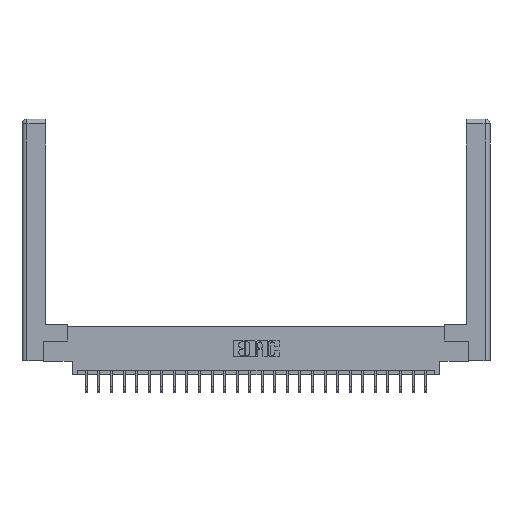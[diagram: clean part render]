
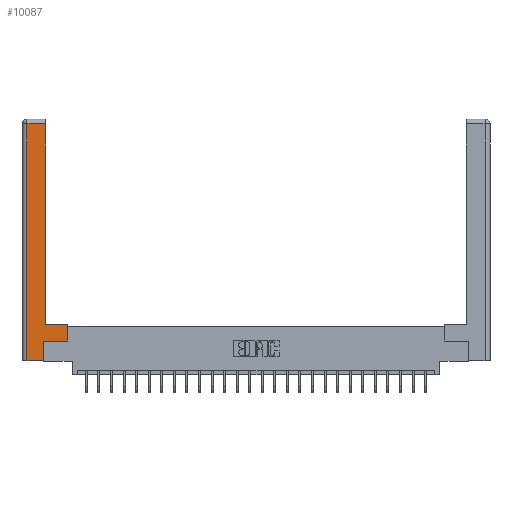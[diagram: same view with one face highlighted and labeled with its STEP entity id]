
A CAD part, top view. The second image highlights one B-rep face of the part: STEP entity #10087.
In plain terms, the highlighted planar face has unit normal (0, 0, 1).
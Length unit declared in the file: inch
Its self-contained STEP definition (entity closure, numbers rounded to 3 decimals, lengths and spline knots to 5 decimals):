
#169 = VECTOR ( 'NONE', #4244, 39.37008 ) ;
#351 = VECTOR ( 'NONE', #21583, 39.37008 ) ;
#951 = DIRECTION ( 'NONE',  ( 0., -1., 0. ) ) ;
#1435 = ORIENTED_EDGE ( 'NONE', *, *, #20577, .T. ) ;
#1640 = CARTESIAN_POINT ( 'NONE',  ( 0.565, 0.45, 0. ) ) ;
#2135 = CARTESIAN_POINT ( 'NONE',  ( 0.295, 2.94, 0. ) ) ;
#2900 = DIRECTION ( 'NONE',  ( 1., 0., 0. ) ) ;
#3903 = VERTEX_POINT ( 'NONE', #25909 ) ;
#4244 = DIRECTION ( 'NONE',  ( 0., 1., 0. ) ) ;
#5272 = EDGE_CURVE ( 'NONE', #3903, #11711, #17489, .T. ) ;
#5685 = DIRECTION ( 'NONE',  ( 0., 1., 0. ) ) ;
#6462 = CARTESIAN_POINT ( 'NONE',  ( 0.295, 0.45, 0. ) ) ;
#6575 = ORIENTED_EDGE ( 'NONE', *, *, #21344, .T. ) ;
#7140 = LINE ( 'NONE', #26592, #22755 ) ;
#7424 = LINE ( 'NONE', #16449, #19635 ) ;
#7490 = VECTOR ( 'NONE', #5685, 39.37008 ) ;
#8998 = CARTESIAN_POINT ( 'NONE',  ( 0., 0., 0. ) ) ;
#9018 = ORIENTED_EDGE ( 'NONE', *, *, #19886, .T. ) ;
#9303 = VECTOR ( 'NONE', #11364, 39.37008 ) ;
#9911 = FACE_OUTER_BOUND ( 'NONE', #10171, .T. ) ;
#10087 = ADVANCED_FACE ( 'NONE', ( #9911 ), #23956, .F. ) ;
#10171 = EDGE_LOOP ( 'NONE', ( #25968, #19774, #11138, #28090, #1435, #9018, #27330, #6575 ) ) ;
#10889 = LINE ( 'NONE', #6462, #351 ) ;
#11024 = DIRECTION ( 'NONE',  ( -1., 0., 0. ) ) ;
#11138 = ORIENTED_EDGE ( 'NONE', *, *, #18951, .T. ) ;
#11364 = DIRECTION ( 'NONE',  ( 1., 0., 0. ) ) ;
#11711 = VERTEX_POINT ( 'NONE', #2135 ) ;
#12901 = CARTESIAN_POINT ( 'NONE',  ( 0.295, 3., 0. ) ) ;
#13370 = LINE ( 'NONE', #25008, #24175 ) ;
#13974 = CARTESIAN_POINT ( 'NONE',  ( 0.0615, 0., 0. ) ) ;
#14360 = DIRECTION ( 'NONE',  ( 0., 1., 0. ) ) ;
#14664 = VECTOR ( 'NONE', #26300, 39.37008 ) ;
#15388 = DIRECTION ( 'NONE',  ( 0., 0., -1. ) ) ;
#15638 = EDGE_CURVE ( 'NONE', #17214, #24808, #7424, .T. ) ;
#16379 = LINE ( 'NONE', #19716, #14664 ) ;
#16449 = CARTESIAN_POINT ( 'NONE',  ( 0.565, 0.45, 0. ) ) ;
#16463 = LINE ( 'NONE', #24429, #9303 ) ;
#17035 = LINE ( 'NONE', #21008, #7490 ) ;
#17214 = VERTEX_POINT ( 'NONE', #22516 ) ;
#17489 = LINE ( 'NONE', #12901, #169 ) ;
#18601 = EDGE_CURVE ( 'NONE', #24649, #24413, #16463, .T. ) ;
#18951 = EDGE_CURVE ( 'NONE', #22410, #24649, #13370, .T. ) ;
#19635 = VECTOR ( 'NONE', #14360, 39.37008 ) ;
#19716 = CARTESIAN_POINT ( 'NONE',  ( 0.0615, 2.94, 0. ) ) ;
#19774 = ORIENTED_EDGE ( 'NONE', *, *, #19807, .T. ) ;
#19807 = EDGE_CURVE ( 'NONE', #11711, #22410, #16379, .T. ) ;
#19886 = EDGE_CURVE ( 'NONE', #27028, #17214, #7140, .T. ) ;
#20577 = EDGE_CURVE ( 'NONE', #24413, #27028, #17035, .T. ) ;
#21008 = CARTESIAN_POINT ( 'NONE',  ( 0.265, 0.245, 0. ) ) ;
#21344 = EDGE_CURVE ( 'NONE', #24808, #3903, #10889, .T. ) ;
#21466 = CARTESIAN_POINT ( 'NONE',  ( 0.265, 0., 0. ) ) ;
#21583 = DIRECTION ( 'NONE',  ( -1., 0., 0. ) ) ;
#22230 = CARTESIAN_POINT ( 'NONE',  ( 0.0615, 2.94, 0. ) ) ;
#22410 = VERTEX_POINT ( 'NONE', #22230 ) ;
#22516 = CARTESIAN_POINT ( 'NONE',  ( 0.565, 0.245, 0. ) ) ;
#22755 = VECTOR ( 'NONE', #2900, 39.37008 ) ;
#23540 = CARTESIAN_POINT ( 'NONE',  ( 0.265, 0.245, 0. ) ) ;
#23956 = PLANE ( 'NONE',  #25731 ) ;
#24175 = VECTOR ( 'NONE', #951, 39.37008 ) ;
#24413 = VERTEX_POINT ( 'NONE', #21466 ) ;
#24429 = CARTESIAN_POINT ( 'NONE',  ( 0.265, 0., 0. ) ) ;
#24649 = VERTEX_POINT ( 'NONE', #13974 ) ;
#24808 = VERTEX_POINT ( 'NONE', #1640 ) ;
#25008 = CARTESIAN_POINT ( 'NONE',  ( 0.0615, 0., 0. ) ) ;
#25731 = AXIS2_PLACEMENT_3D ( 'NONE', #8998, #15388, #11024 ) ;
#25909 = CARTESIAN_POINT ( 'NONE',  ( 0.295, 0.45, 0. ) ) ;
#25968 = ORIENTED_EDGE ( 'NONE', *, *, #5272, .T. ) ;
#26300 = DIRECTION ( 'NONE',  ( -1., 0., 0. ) ) ;
#26592 = CARTESIAN_POINT ( 'NONE',  ( 0.565, 0.245, 0. ) ) ;
#27028 = VERTEX_POINT ( 'NONE', #23540 ) ;
#27330 = ORIENTED_EDGE ( 'NONE', *, *, #15638, .T. ) ;
#28090 = ORIENTED_EDGE ( 'NONE', *, *, #18601, .T. ) ;
